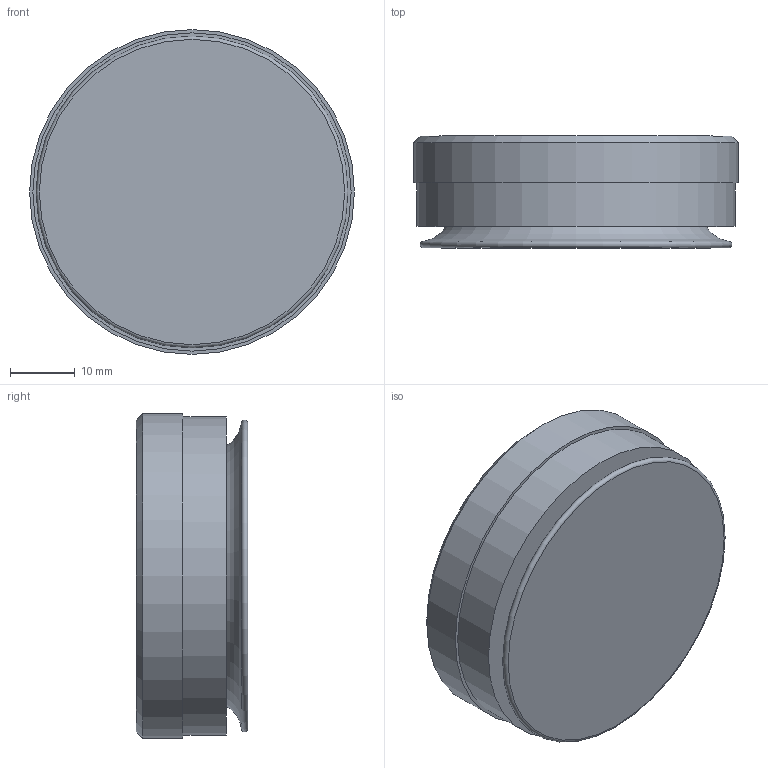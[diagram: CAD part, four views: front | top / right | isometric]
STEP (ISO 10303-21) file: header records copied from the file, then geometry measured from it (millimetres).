
FILE_DESCRIPTION(/* description */ (''),/* implementation_level */ '2;1');
FILE_NAME(/* name */ '3D_vml50nit.stp',/* time_stamp */ '2020-04-16T11:13:32+02:00',/* author */ ('lmacia'),/* organization */ (''),/* preprocessor_version */ 'ST-DEVELOPER v17',/* originating_system */ 'Autodesk Inventor 2019',/* authorisation */ '');
FILE_SCHEMA (('AUTOMOTIVE_DESIGN { 1 0 10303 214 3 1 1 }'));
Length unit declared in the file: millimetre
Products named in the file (1): 3D_vml50
Bounding box: 50 x 17.2 x 50 mm (x, y, z)
Volume: 31440.4 mm3; surface area: 7412.9 mm2
Topology: 1 solids, 1 shells, 12 faces, 28 edges, 21 vertices
Faces by surface type: plane 5, cylinder 3, cone 2, torus 2
Full cylindrical faces by diameter (mm): 8.566 x1, 49 x1, 50 x1
Entity records: 424 total; most frequent: DIRECTION 77, CARTESIAN_POINT 62, ORIENTED_EDGE 56, AXIS2_PLACEMENT_3D 36, EDGE_CURVE 28, CIRCLE 23, VERTEX_POINT 21, EDGE_LOOP 15
